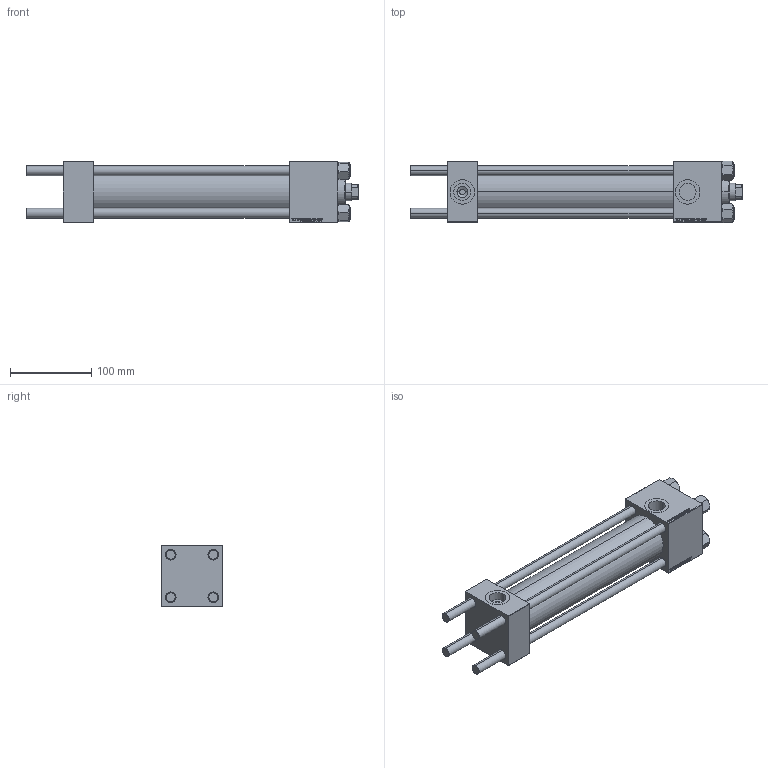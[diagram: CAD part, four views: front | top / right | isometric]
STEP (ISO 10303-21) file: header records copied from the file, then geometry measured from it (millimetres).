
FILE_DESCRIPTION (( 'STEP AP203' ), '1' );
FILE_NAME ('68e5.STEP', '2022-06-03T19:07:42', ( '' ), ( '' ), 'SwSTEP 2.0', 'SolidWorks 2019', '' );
FILE_SCHEMA (( 'CONFIG_CONTROL_DESIGN' ));
Length unit declared in the file: millimetre
Products named in the file (6): CR025_012_A_0_G_A_G_M_020_+#_##_TYCINKA a41c70662a5e3bc46c0e3a80ea8bfb98; V215CR_BODY_A a41c70662a5e3bc46c0e3a80ea8bfb98; 68e5; V215_VC_A a41c70662a5e3bc46c0e3a80ea8bfb98; V215CR_VCP a41c70662a5e3bc46c0e3a80ea8bfb98; NUT_M5 a41c70662a5e3bc46c0e3a80ea8bfb98
Assembly tree (11 placements, depth 2):
  68e5
    V215CR_BODY_A a41c70662a5e3bc46c0e3a80ea8bfb98
    CR025_012_A_0_G_A_G_M_020_+#_##_TYCINKA a41c70662a5e3bc46c0e3a80ea8bfb98  x4
    NUT_M5 a41c70662a5e3bc46c0e3a80ea8bfb98  x4
    V215CR_VCP a41c70662a5e3bc46c0e3a80ea8bfb98
    V215_VC_A a41c70662a5e3bc46c0e3a80ea8bfb98
Bounding box: 409 x 75.43 x 75 mm (x, y, z)
Volume: 935134.5 mm3; surface area: 265558.1 mm2
Topology: 11 solids, 11 shells, 1140 faces, 2858 edges, 1855 vertices
Faces by surface type: plane 522, bspline 392, cone 136, cylinder 82, torus 8
Entity records: 49926 total; most frequent: CARTESIAN_POINT 26974, ORIENTED_EDGE 5208, DIRECTION 3270, EDGE_CURVE 2604, VERTEX_POINT 1711, LINE 1584, VECTOR 1584, EDGE_LOOP 1151
